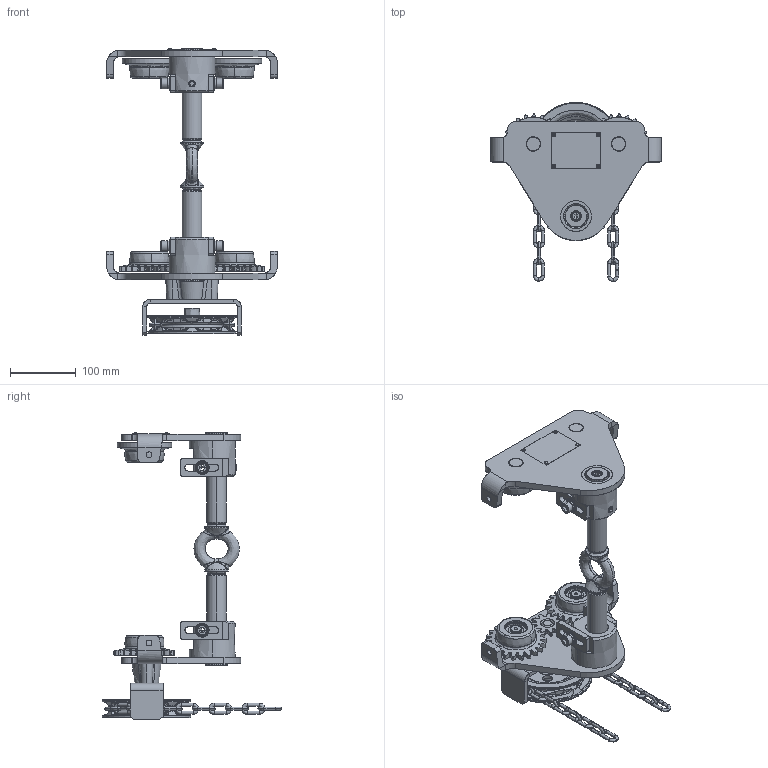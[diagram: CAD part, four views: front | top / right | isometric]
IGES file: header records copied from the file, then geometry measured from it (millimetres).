
Start section: SolidWorks IGES file using analytic representation for surfaces
Global section: file name: 05348311 HTG-B 1000.IGS; native system: SolidWorks 2015; preprocessor: SolidWorks 2015; author: sawwu; date: 180117.085948; units: millimetre
Bounding box: 260 x 273.17 x 437.4 mm (x, y, z)
Surface area: 430265.1 mm2 (no closed solid volume)
Topology: 0 solids, 0 shells, 1454 faces, 20128 edges, 20120 vertices
Faces by surface type: revolution 847, bspline 607
